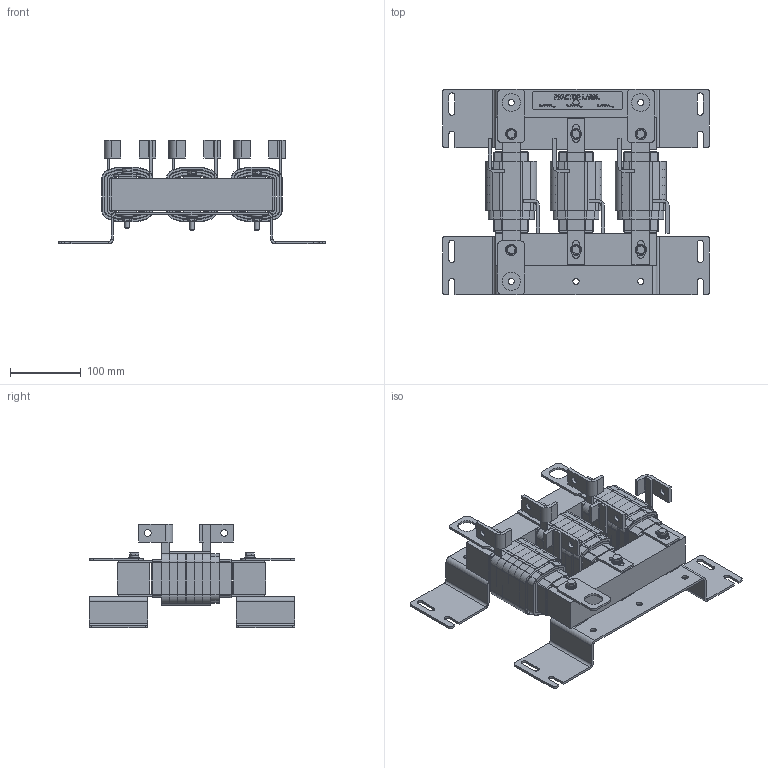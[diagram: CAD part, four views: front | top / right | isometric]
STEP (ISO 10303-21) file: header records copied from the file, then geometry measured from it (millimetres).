
FILE_DESCRIPTION(/* description */ (''),/* implementation_level */ '2;1');
FILE_NAME(/* name */ 'KDRI2HX1.stp',/* time_stamp */ '2024-11-06T13:56:11-06:00',/* author */ ('DWROBLEW'),/* organization */ (''),/* preprocessor_version */ 'ST-DEVELOPER v20',/* originating_system */ 'Autodesk Inventor 2024',/* authorisation */ '');
FILE_SCHEMA (('AUTOMOTIVE_DESIGN { 1 0 10303 214 3 1 1 }'));
Length unit declared in the file: inch
Products named in the file (20): KDRI2HX1; 23412-1.75; 30097- LARGE  BLANK  (REACTOR); 1763-4495 ASSEMBLY; 31194-A; 1505-1763-4495 ASSEMBLY; 4495; 1763; 1505; 1502; 31621; 25030-1-15465; 25030-1; 20852; 21475; 21519-1 core wrap; 25030-1 coil; 25030-1 outer wrap 1; 25030-1 outer wrap 2; 15465
Assembly tree (47 placements, depth 4):
  KDRI2HX1
    23412-1.75  x2
    1763  x3
    30097- LARGE  BLANK  (REACTOR)
    4495  x3
    1763-4495 ASSEMBLY  x3
      4495
      1763
    31194-A  x2
    1505-1763-4495 ASSEMBLY  x6
      4495
      1763
      1505
    1502  x6
    31621  x3
    25030-1-15465  x3
      25030-1
        20852  x2
        21475
        21519-1 core wrap
        25030-1 coil
        25030-1 outer wrap 1
        25030-1 outer wrap 2
      15465
Bounding box: 375.92 x 290.58 x 146.69 mm (x, y, z)
Volume: 2655107.3 mm3; surface area: 1075720.7 mm2
Topology: 122 solids, 122 shells, 3170 faces, 8408 edges, 5544 vertices
Faces by surface type: plane 1758, cylinder 1240, bspline 154, torus 12, cone 6
Full cylindrical faces by diameter (mm): 6.147 x12, 6.35 x12, 7.137 x12, 7.62 x12, 8.636 x12, 8.712 x3, 8.738 x6, 9.652 x6, 12.7 x12, 14.859 x6, 15.875 x12, 25.4 x3
Entity records: 42708 total; most frequent: CARTESIAN_POINT 9591, ORIENTED_EDGE 6946, DIRECTION 6333, EDGE_CURVE 3473, LINE 2379, VECTOR 2379, VERTEX_POINT 2298, AXIS2_PLACEMENT_3D 1977
